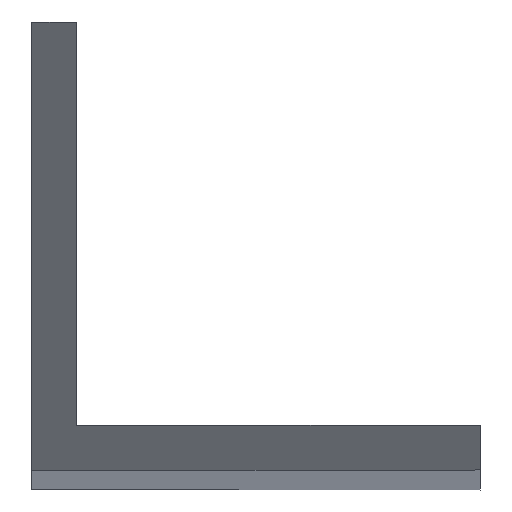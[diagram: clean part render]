
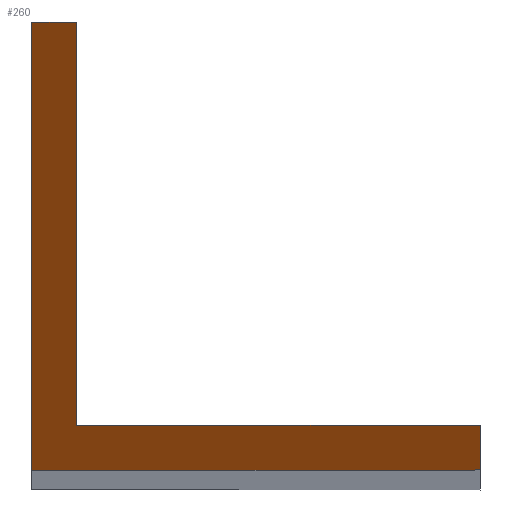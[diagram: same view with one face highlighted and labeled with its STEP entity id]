
A CAD part, top view. The second image highlights one B-rep face of the part: STEP entity #260.
In plain terms, the highlighted planar face has unit normal (-0.707, 0, 0.707).
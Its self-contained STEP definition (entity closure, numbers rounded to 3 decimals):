
#20 = VERTEX_POINT ( 'NONE', #203 ) ;
#22 = CARTESIAN_POINT ( 'NONE',  ( 2., 20., 493. ) ) ;
#31 = VECTOR ( 'NONE', #97, 1000. ) ;
#46 = VERTEX_POINT ( 'NONE', #22 ) ;
#50 = EDGE_CURVE ( 'NONE', #46, #137, #52, .T. ) ;
#51 = CARTESIAN_POINT ( 'NONE',  ( 2., 2., 493. ) ) ;
#52 = LINE ( 'NONE', #96, #121 ) ;
#53 = LINE ( 'NONE', #212, #129 ) ;
#73 = LINE ( 'NONE', #165, #233 ) ;
#76 = CARTESIAN_POINT ( 'NONE',  ( 11., 2., 502. ) ) ;
#77 = EDGE_CURVE ( 'NONE', #248, #177, #142, .T. ) ;
#81 = CARTESIAN_POINT ( 'NONE',  ( 10., 0., 501. ) ) ;
#84 = PLANE ( 'NONE',  #101 ) ;
#90 = ORIENTED_EDGE ( 'NONE', *, *, #132, .T. ) ;
#96 = CARTESIAN_POINT ( 'NONE',  ( 11., 20., 502. ) ) ;
#97 = DIRECTION ( 'NONE',  ( 0., -1., 0. ) ) ;
#101 = AXIS2_PLACEMENT_3D ( 'NONE', #287, #289, #107 ) ;
#107 = DIRECTION ( 'NONE',  ( 0.707, 0., 0.707 ) ) ;
#109 = ORIENTED_EDGE ( 'NONE', *, *, #146, .T. ) ;
#115 = VERTEX_POINT ( 'NONE', #234 ) ;
#117 = EDGE_CURVE ( 'NONE', #20, #248, #73, .T. ) ;
#120 = DIRECTION ( 'NONE',  ( -0.707, 0., -0.707 ) ) ;
#121 = VECTOR ( 'NONE', #120, 1000. ) ;
#122 = DIRECTION ( 'NONE',  ( 0., 1., 0. ) ) ;
#129 = VECTOR ( 'NONE', #122, 1000. ) ;
#130 = ORIENTED_EDGE ( 'NONE', *, *, #50, .T. ) ;
#132 = EDGE_CURVE ( 'NONE', #177, #46, #53, .T. ) ;
#137 = VERTEX_POINT ( 'NONE', #185 ) ;
#140 = DIRECTION ( 'NONE',  ( 0., 1., 0. ) ) ;
#142 = LINE ( 'NONE', #76, #257 ) ;
#146 = EDGE_CURVE ( 'NONE', #137, #115, #211, .T. ) ;
#151 = EDGE_LOOP ( 'NONE', ( #223, #276, #291, #90, #130, #109 ) ) ;
#165 = CARTESIAN_POINT ( 'NONE',  ( 20., 2., 511. ) ) ;
#169 = LINE ( 'NONE', #81, #280 ) ;
#177 = VERTEX_POINT ( 'NONE', #51 ) ;
#185 = CARTESIAN_POINT ( 'NONE',  ( 0., 20., 491. ) ) ;
#203 = CARTESIAN_POINT ( 'NONE',  ( 20., 0., 511. ) ) ;
#211 = LINE ( 'NONE', #236, #31 ) ;
#212 = CARTESIAN_POINT ( 'NONE',  ( 2., 20., 493. ) ) ;
#216 = CARTESIAN_POINT ( 'NONE',  ( 20., 2., 511. ) ) ;
#218 = DIRECTION ( 'NONE',  ( 0.707, 0., 0.707 ) ) ;
#223 = ORIENTED_EDGE ( 'NONE', *, *, #250, .T. ) ;
#233 = VECTOR ( 'NONE', #140, 1000. ) ;
#234 = CARTESIAN_POINT ( 'NONE',  ( 0., 0., 491. ) ) ;
#236 = CARTESIAN_POINT ( 'NONE',  ( 0., 25., 491. ) ) ;
#248 = VERTEX_POINT ( 'NONE', #216 ) ;
#250 = EDGE_CURVE ( 'NONE', #115, #20, #169, .T. ) ;
#255 = DIRECTION ( 'NONE',  ( -0.707, 0., -0.707 ) ) ;
#257 = VECTOR ( 'NONE', #255, 1000. ) ;
#260 = ADVANCED_FACE ( 'NONE', ( #265 ), #84, .T. ) ;
#265 = FACE_OUTER_BOUND ( 'NONE', #151, .T. ) ;
#276 = ORIENTED_EDGE ( 'NONE', *, *, #117, .T. ) ;
#280 = VECTOR ( 'NONE', #218, 1000. ) ;
#287 = CARTESIAN_POINT ( 'NONE',  ( 20., 25., 511. ) ) ;
#289 = DIRECTION ( 'NONE',  ( -0.707, 0., 0.707 ) ) ;
#291 = ORIENTED_EDGE ( 'NONE', *, *, #77, .T. ) ;
